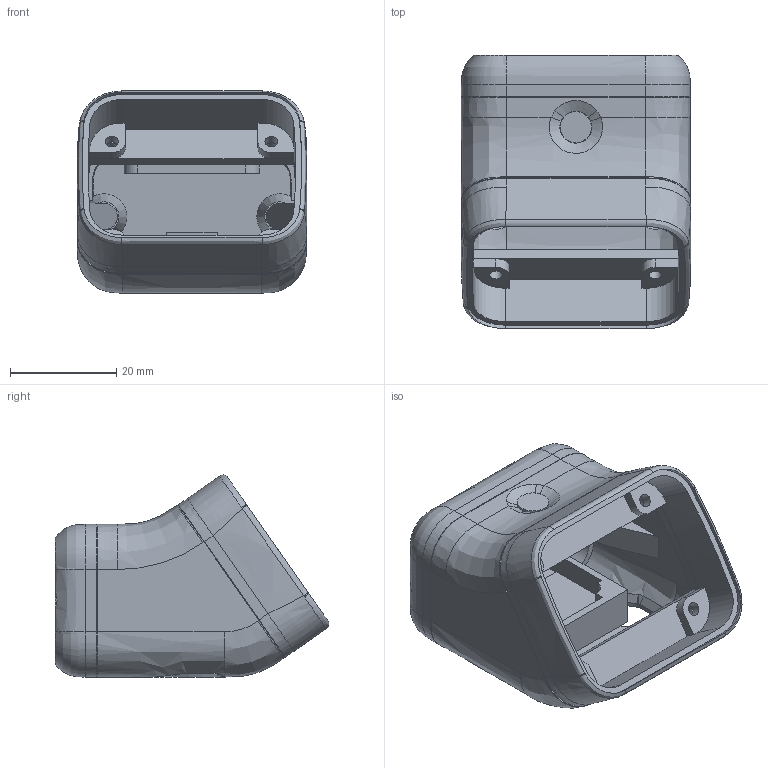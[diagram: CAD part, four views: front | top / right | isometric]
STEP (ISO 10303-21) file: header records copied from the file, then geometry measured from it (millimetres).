
FILE_DESCRIPTION(/* description */ ('','CAx-IF Rec.Pracs.---Representation and Presentation of Product Manufacturing Information (PMI)---4.0---2014-10-13'),/* implementation_level */ '2;1');
FILE_NAME(/* name */ 'prospector.step',/* time_stamp */ '2024-11-12T08:40:02-05:00',/* author */ (''),/* organization */ (''),/* preprocessor_version */ 'ST-DEVELOPER v20',/* originating_system */ 'Autodesk Translation Framework v13.20.0.188',/* authorisation */ '');
FILE_SCHEMA (('AP242_MANAGED_MODEL_BASED_3D_ENGINEERING_MIM_LF { 1 0 10303 442 1 1 4 }'));
Products named in the file (11): dongle-proto-2; 3595 APDS9960 Sensor; Board; 10uF; AP2112K-3.3; 10K; 10K_1; BSS138; STEMMA_I2C_QT; GREEN; APDS-9960
Assembly tree (14 placements, depth 3):
  dongle-proto-2
    3595 APDS9960 Sensor
      Board
      10uF  x2
      AP2112K-3.3
      10K  x3
      10K_1
      BSS138
      STEMMA_I2C_QT  x2
      GREEN
      APDS-9960
Bounding box: 43.11 x 51.39 x 37.96 mm (x, y, z)
Volume: 16849.3 mm3; surface area: 20281.1 mm2
Topology: 26 solids, 26 shells, 948 faces, 2520 edges, 1630 vertices
Faces by surface type: plane 660, cylinder 151, bspline 118, sphere 10, cone 9
Full cylindrical faces by diameter (mm): 0.483 x2, 0.5 x12, 0.9 x1, 1 x6, 1.1 x1, 2.4 x12, 2.5 x4, 3 x2, 5.9 x1, 6 x3, 9.1 x1
Entity records: 48472 total; most frequent: CARTESIAN_POINT 27933, ORIENTED_EDGE 4336, DIRECTION 3664, EDGE_CURVE 2168, LINE 1516, VECTOR 1516, VERTEX_POINT 1398, AXIS2_PLACEMENT_3D 1074
